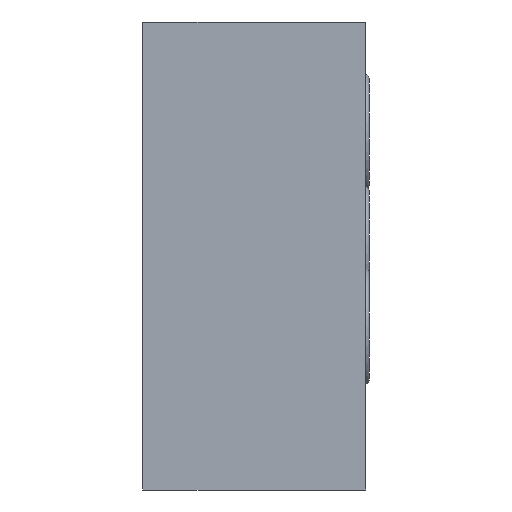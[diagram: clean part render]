
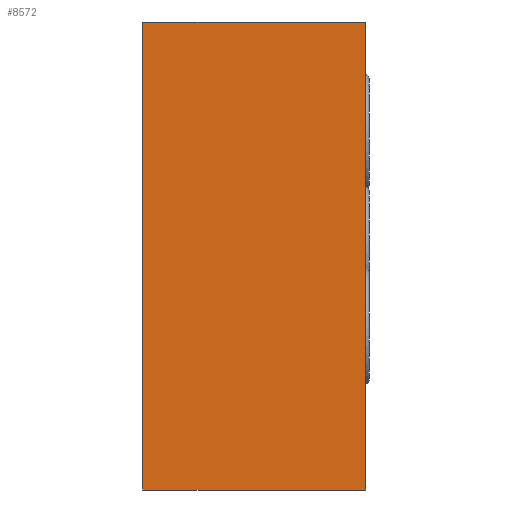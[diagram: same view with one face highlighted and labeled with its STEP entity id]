
A CAD part, left-side view. The second image highlights one B-rep face of the part: STEP entity #8572.
In plain terms, the highlighted planar face has unit normal (-1, 0, 0).
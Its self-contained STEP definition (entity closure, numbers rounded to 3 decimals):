
#88 = VERTEX_POINT ( 'NONE', #5346 ) ;
#168 = EDGE_CURVE ( 'NONE', #17087, #88, #8486, .T. ) ;
#862 = ORIENTED_EDGE ( 'NONE', *, *, #10168, .F. ) ;
#1819 = FACE_OUTER_BOUND ( 'NONE', #12411, .T. ) ;
#2216 = DIRECTION ( 'NONE',  ( 1., 0., 0. ) ) ;
#2309 = VECTOR ( 'NONE', #14632, 1000. ) ;
#2700 = VERTEX_POINT ( 'NONE', #15088 ) ;
#3432 = DIRECTION ( 'NONE',  ( 0., -1., 0. ) ) ;
#3792 = LINE ( 'NONE', #15166, #6769 ) ;
#5346 = CARTESIAN_POINT ( 'NONE',  ( -38.1, 15., -31.5 ) ) ;
#6331 = DIRECTION ( 'NONE',  ( 0., 1., 0. ) ) ;
#6769 = VECTOR ( 'NONE', #13513, 1000. ) ;
#7306 = CARTESIAN_POINT ( 'NONE',  ( -38.1, -15., 31.5 ) ) ;
#7395 = EDGE_CURVE ( 'NONE', #2700, #17087, #3792, .T. ) ;
#7983 = CARTESIAN_POINT ( 'NONE',  ( -38.1, -15., -31.5 ) ) ;
#8486 = LINE ( 'NONE', #20230, #11981 ) ;
#8572 = ADVANCED_FACE ( 'NONE', ( #1819 ), #10828, .F. ) ;
#9910 = ORIENTED_EDGE ( 'NONE', *, *, #168, .F. ) ;
#10168 = EDGE_CURVE ( 'NONE', #14541, #2700, #20718, .T. ) ;
#10828 = PLANE ( 'NONE',  #20912 ) ;
#11981 = VECTOR ( 'NONE', #6331, 1000. ) ;
#12411 = EDGE_LOOP ( 'NONE', ( #862, #20242, #9910, #16556 ) ) ;
#12417 = DIRECTION ( 'NONE',  ( 0., 0., -1. ) ) ;
#13513 = DIRECTION ( 'NONE',  ( 0., 0., -1. ) ) ;
#13675 = LINE ( 'NONE', #21080, #2309 ) ;
#14541 = VERTEX_POINT ( 'NONE', #16281 ) ;
#14632 = DIRECTION ( 'NONE',  ( 0., 0., 1. ) ) ;
#15088 = CARTESIAN_POINT ( 'NONE',  ( -38.1, -15., 31.5 ) ) ;
#15166 = CARTESIAN_POINT ( 'NONE',  ( -38.1, -15., 31.5 ) ) ;
#15435 = CARTESIAN_POINT ( 'NONE',  ( -38.1, 15., 31.5 ) ) ;
#16281 = CARTESIAN_POINT ( 'NONE',  ( -38.1, 15., 31.5 ) ) ;
#16556 = ORIENTED_EDGE ( 'NONE', *, *, #7395, .F. ) ;
#16892 = EDGE_CURVE ( 'NONE', #88, #14541, #13675, .T. ) ;
#17087 = VERTEX_POINT ( 'NONE', #7983 ) ;
#20230 = CARTESIAN_POINT ( 'NONE',  ( -38.1, 15., -31.5 ) ) ;
#20242 = ORIENTED_EDGE ( 'NONE', *, *, #16892, .F. ) ;
#20718 = LINE ( 'NONE', #15435, #22352 ) ;
#20912 = AXIS2_PLACEMENT_3D ( 'NONE', #7306, #2216, #12417 ) ;
#21080 = CARTESIAN_POINT ( 'NONE',  ( -38.1, 15., 31.5 ) ) ;
#22352 = VECTOR ( 'NONE', #3432, 1000. ) ;
